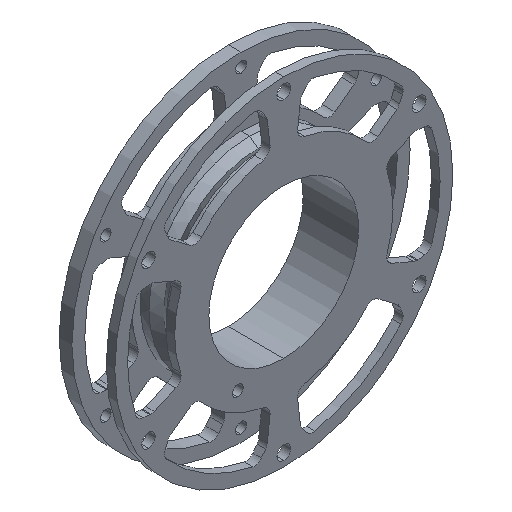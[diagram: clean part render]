
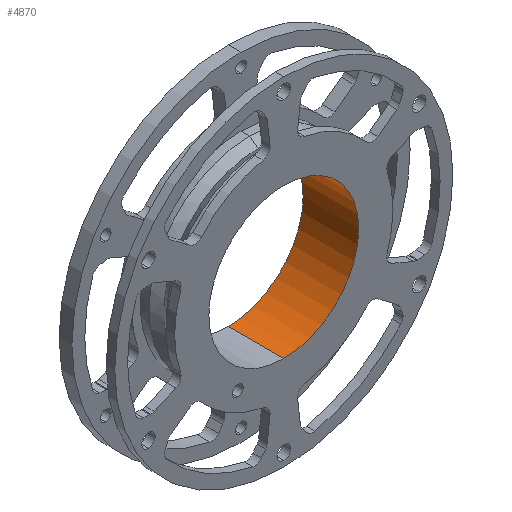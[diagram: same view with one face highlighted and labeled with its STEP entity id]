
A CAD part, isometric view. The second image highlights one B-rep face of the part: STEP entity #4870.
In plain terms, the highlighted cylindrical face has radius 17.5 mm (diameter 35 mm), a partial arc.
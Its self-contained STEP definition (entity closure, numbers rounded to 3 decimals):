
#68 = LINE ( 'NONE', #3116, #1720 ) ;
#229 = DIRECTION ( 'NONE',  ( 0., 1., 0. ) ) ;
#474 = AXIS2_PLACEMENT_3D ( 'NONE', #2806, #2120, #5661 ) ;
#567 = AXIS2_PLACEMENT_3D ( 'NONE', #7201, #1432, #932 ) ;
#694 = VERTEX_POINT ( 'NONE', #3740 ) ;
#806 = LINE ( 'NONE', #5479, #6444 ) ;
#916 = ORIENTED_EDGE ( 'NONE', *, *, #5640, .F. ) ;
#932 = DIRECTION ( 'NONE',  ( 0., 0., 1. ) ) ;
#961 = FACE_OUTER_BOUND ( 'NONE', #1209, .T. ) ;
#1209 = EDGE_LOOP ( 'NONE', ( #916, #4539, #1560, #4705 ) ) ;
#1263 = CARTESIAN_POINT ( 'NONE',  ( 0., 13., 17.5 ) ) ;
#1432 = DIRECTION ( 'NONE',  ( 0., 1., 0. ) ) ;
#1449 = EDGE_CURVE ( 'NONE', #694, #5472, #4481, .T. ) ;
#1560 = ORIENTED_EDGE ( 'NONE', *, *, #3858, .T. ) ;
#1720 = VECTOR ( 'NONE', #4787, 1000. ) ;
#1734 = VERTEX_POINT ( 'NONE', #1263 ) ;
#2120 = DIRECTION ( 'NONE',  ( 0., 1., 0. ) ) ;
#2655 = CYLINDRICAL_SURFACE ( 'NONE', #474, 17.5 ) ;
#2806 = CARTESIAN_POINT ( 'NONE',  ( 0., 0., 0. ) ) ;
#2929 = VERTEX_POINT ( 'NONE', #4300 ) ;
#3116 = CARTESIAN_POINT ( 'NONE',  ( 0., 0., -17.5 ) ) ;
#3740 = CARTESIAN_POINT ( 'NONE',  ( 0., 0., 17.5 ) ) ;
#3858 = EDGE_CURVE ( 'NONE', #694, #1734, #806, .T. ) ;
#4295 = CARTESIAN_POINT ( 'NONE',  ( 0., 13., 0. ) ) ;
#4300 = CARTESIAN_POINT ( 'NONE',  ( 0., 13., -17.5 ) ) ;
#4337 = CARTESIAN_POINT ( 'NONE',  ( 0., 0., -17.5 ) ) ;
#4481 = CIRCLE ( 'NONE', #567, 17.5 ) ;
#4539 = ORIENTED_EDGE ( 'NONE', *, *, #1449, .F. ) ;
#4705 = ORIENTED_EDGE ( 'NONE', *, *, #5788, .T. ) ;
#4769 = CIRCLE ( 'NONE', #6481, 17.5 ) ;
#4787 = DIRECTION ( 'NONE',  ( 0., 1., 0. ) ) ;
#4870 = ADVANCED_FACE ( 'NONE', ( #961 ), #2655, .F. ) ;
#4941 = DIRECTION ( 'NONE',  ( 0., 0., 1. ) ) ;
#5472 = VERTEX_POINT ( 'NONE', #4337 ) ;
#5479 = CARTESIAN_POINT ( 'NONE',  ( 0., 0., 17.5 ) ) ;
#5640 = EDGE_CURVE ( 'NONE', #5472, #2929, #68, .T. ) ;
#5661 = DIRECTION ( 'NONE',  ( 0., 0., 1. ) ) ;
#5788 = EDGE_CURVE ( 'NONE', #1734, #2929, #4769, .T. ) ;
#6444 = VECTOR ( 'NONE', #229, 1000. ) ;
#6481 = AXIS2_PLACEMENT_3D ( 'NONE', #4295, #6650, #4941 ) ;
#6650 = DIRECTION ( 'NONE',  ( 0., 1., 0. ) ) ;
#7201 = CARTESIAN_POINT ( 'NONE',  ( 0., 0., 0. ) ) ;
